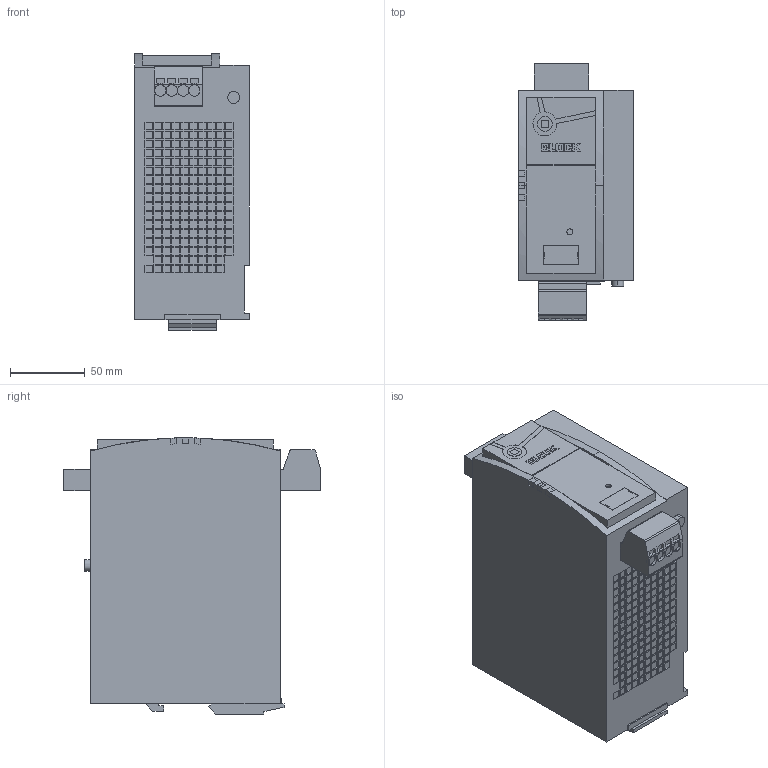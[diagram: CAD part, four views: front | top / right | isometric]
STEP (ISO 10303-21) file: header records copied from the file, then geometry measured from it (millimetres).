
FILE_DESCRIPTION (( 'STEP AP214' ), '1' );
FILE_NAME ('357674.STEP', '2023-01-18T12:18:01', ( '' ), ( '' ), 'SwSTEP 2.0', 'SolidWorks 2018', '' );
FILE_SCHEMA (( 'AUTOMOTIVE_DESIGN' ));
Length unit declared in the file: millimetre
Products named in the file (1): 357674
Bounding box: 77 x 171.95 x 185.15 mm (x, y, z)
Volume: 1727298.1 mm3; surface area: 103161.7 mm2
Topology: 1 solids, 1 shells, 1962 faces, 4762 edges, 3172 vertices
Faces by surface type: plane 1902, cylinder 60
Entity records: 56288 total; most frequent: CARTESIAN_POINT 9909, ORIENTED_EDGE 9524, DIRECTION 8816, EDGE_CURVE 4762, VECTOR 4626, LINE 4626, VERTEX_POINT 3172, EDGE_LOOP 2332
